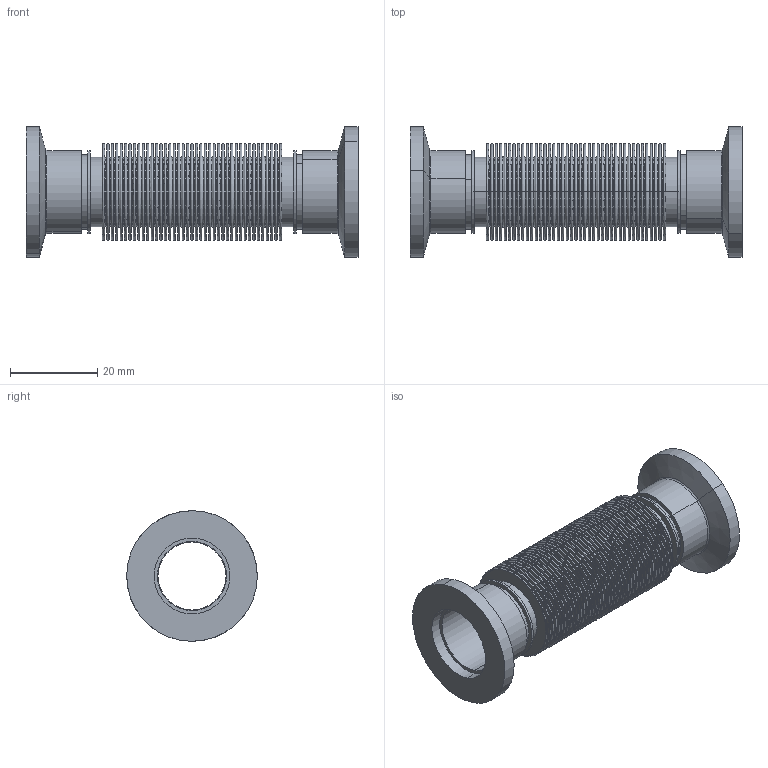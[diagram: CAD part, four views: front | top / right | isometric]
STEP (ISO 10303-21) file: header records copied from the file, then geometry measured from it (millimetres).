
FILE_DESCRIPTION (( 'STEP AP203' ), '1' );
FILE_NAME ('722000_A.STEP', '2024-03-14T08:09:39', ( '' ), ( '' ), 'SwSTEP 2.0', 'SolidWorks 2022', '' );
FILE_SCHEMA (( 'CONFIG_CONTROL_DESIGN' ));
Length unit declared in the file: inch
Products named in the file (3): 722000_A; 713001; SUB1
Assembly tree (3 placements, depth 2):
  722000_A
    SUB1
    713001  x2
Bounding box: 76.2 x 29.97 x 29.97 mm (x, y, z)
Volume: 7501.6 mm3; surface area: 39873.2 mm2
Topology: 3 solids, 3 shells, 704 faces, 1408 edges, 880 vertices
Faces by surface type: torus 492, plane 176, cylinder 32, cone 4
Entity records: 18803 total; most frequent: DIRECTION 4092, CARTESIAN_POINT 2914, ORIENTED_EDGE 2736, AXIS2_PLACEMENT_3D 2034, EDGE_CURVE 1368, CIRCLE 1344, VERTEX_POINT 856, EDGE_LOOP 856
